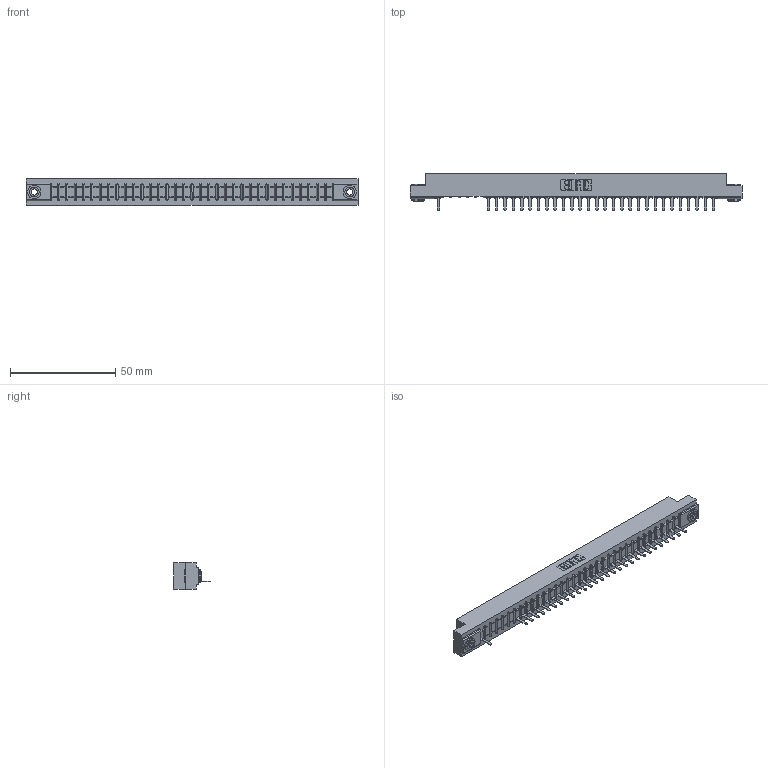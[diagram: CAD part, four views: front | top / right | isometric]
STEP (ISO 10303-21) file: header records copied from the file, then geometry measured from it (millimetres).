
FILE_DESCRIPTION (( 'STEP AP203' ), '1' );
FILE_NAME ('357-034-521-103.STEP', '2018-08-10T02:30:31', ( '' ), ( '' ), 'SwSTEP 2.0', 'SolidWorks 2016', '' );
FILE_SCHEMA (( 'CONFIG_CONTROL_DESIGN' ));
Length unit declared in the file: inch
Products named in the file (4): 345-250-002_345-250-002-102; 357-034-521-103; 307 Part_.156 Dia Mounting Holes; 307-290-002_521
Assembly tree (32 placements, depth 2):
  357-034-521-103
    307 Part_.156 Dia Mounting Holes
    307-290-002_521  x29
    345-250-002_345-250-002-102  x2
Bounding box: 157.73 x 17.42 x 12.7 mm (x, y, z)
Volume: 16678.2 mm3; surface area: 20122.7 mm2
Topology: 32 solids, 32 shells, 2451 faces, 7483 edges, 4890 vertices
Faces by surface type: plane 1459, cylinder 914, sphere 70, cone 8
Entity records: 31757 total; most frequent: CARTESIAN_POINT 5356, ORIENTED_EDGE 5342, DIRECTION 5217, EDGE_CURVE 2671, LINE 2035, VECTOR 2035, VERTEX_POINT 1730, AXIS2_PLACEMENT_3D 1591
